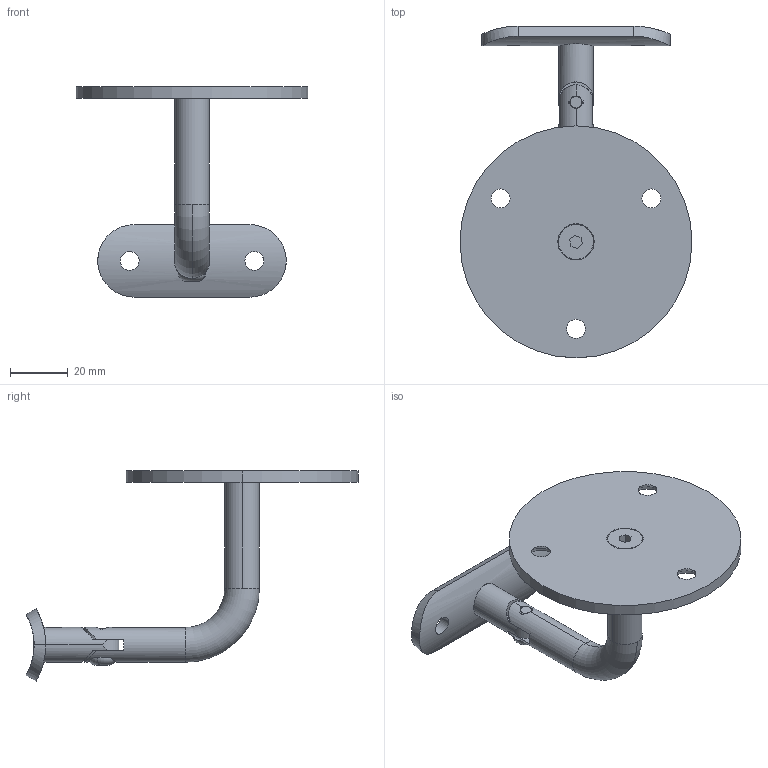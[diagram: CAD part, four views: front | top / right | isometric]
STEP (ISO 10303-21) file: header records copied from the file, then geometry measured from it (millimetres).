
FILE_DESCRIPTION (( 'STEP AP203' ), '1' );
FILE_NAME ('A_0116-042.STEP', '2019-02-05T12:09:38', ( '' ), ( '' ), 'SwSTEP 2.0', 'SolidWorks 2018', '' );
FILE_SCHEMA (( 'CONFIG_CONTROL_DESIGN' ));
Length unit declared in the file: millimetre
Products named in the file (8): A_0116-042.P2; A_0116-042; A_0116-042.P4; SKRUTKA stn iso 7380_M5x10; Skrutka DIN 7991_Skrutka M 6x 10; A_0116-042.P3; Skrutka DIN 7991_Skrutka M 6x 12 ; A_0116-042.P1
Assembly tree (7 placements, depth 2):
  A_0116-042
    A_0116-042.P1
    A_0116-042.P3
    Skrutka DIN 7991_Skrutka M 6x 12 
    A_0116-042.P2
    Skrutka DIN 7991_Skrutka M 6x 10
    SKRUTKA stn iso 7380_M5x10
    A_0116-042.P4
Bounding box: 80 x 114.49 x 72.5 mm (x, y, z)
Volume: 36971.1 mm3; surface area: 21716.6 mm2
Topology: 7 solids, 7 shells, 142 faces, 329 edges, 201 vertices
Faces by surface type: cylinder 58, plane 46, cone 30, torus 4, bspline 4
Entity records: 5870 total; most frequent: CARTESIAN_POINT 1793, DIRECTION 701, ORIENTED_EDGE 646, EDGE_CURVE 323, AXIS2_PLACEMENT_3D 269, VERTEX_POINT 201, EDGE_LOOP 168, VECTOR 163
